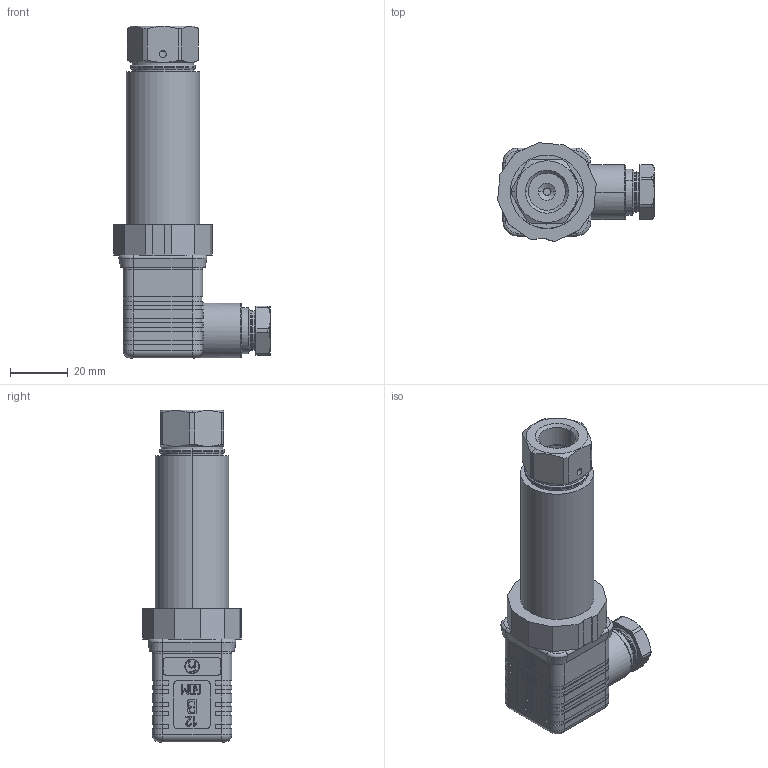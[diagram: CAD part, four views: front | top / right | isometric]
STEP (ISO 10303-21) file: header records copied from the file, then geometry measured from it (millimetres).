
FILE_DESCRIPTION(('Creo Elements/Direct Modeling STEP Export'),'2;1');
FILE_NAME('HP1103-3000DE.stp','2019-02-18T12:39:14',(''),(''),'PTC Creo Elements/Direct Modeling STEP processor for AP214 (Solid Model)','PTC Creo Elements/Direct Modeling 19.0E 27-Jun-2016 (C) Parametric Technology GmbH','');
FILE_SCHEMA(('AUTOMOTIVE_DESIGN { 1 0 10303 214 1 1 1 1 }'));
Length unit declared in the file: millimetre
Products named in the file (1): HP1103-3000DE
Bounding box: 54.34 x 34.17 x 115.08 mm (x, y, z)
Volume: 72786.4 mm3; surface area: 15687.4 mm2
Topology: 1 solids, 15 shells, 741 faces, 2026 edges, 1339 vertices
Faces by surface type: plane 422, cylinder 162, extrusion 74, torus 41, cone 40, bspline 2
Entity records: 30403 total; most frequent: CARTESIAN_POINT 6684, ORIENTED_EDGE 4048, DIRECTION 3392, EDGE_CURVE 2024, VERTEX_POINT 1339, VECTOR 1330, LINE 1256, AXIS2_PLACEMENT_3D 1031
